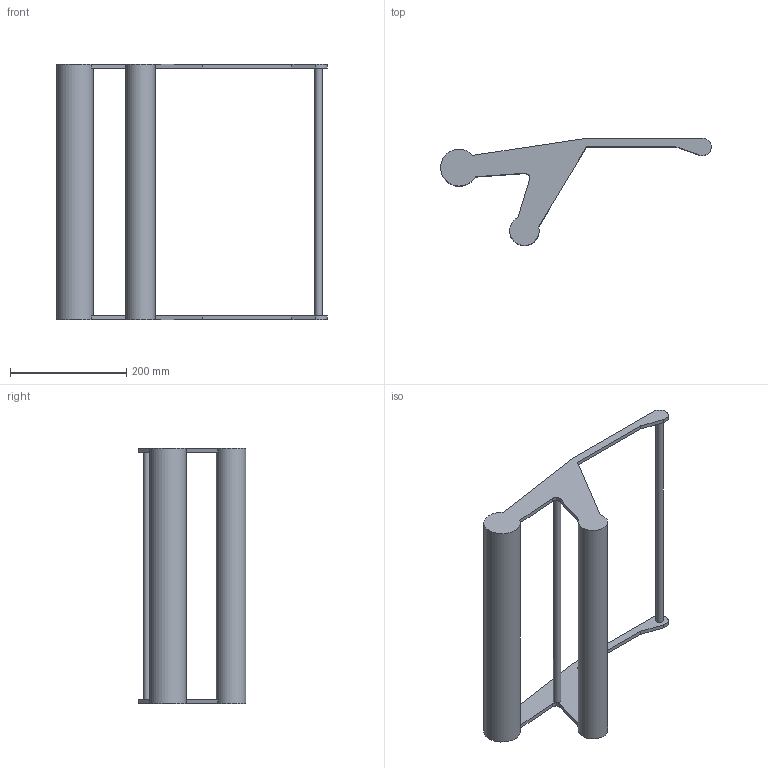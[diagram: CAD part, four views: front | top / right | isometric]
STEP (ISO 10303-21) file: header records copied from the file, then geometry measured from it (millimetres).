
FILE_DESCRIPTION(/* description */ (''),/* implementation_level */ '2;1');
FILE_NAME(/* name */ 'Intake.step',/* time_stamp */ '2025-05-04T00:26:55+03:00',/* author */ (''),/* organization */ (''),/* preprocessor_version */ 'ST-DEVELOPER v20.1',/* originating_system */ 'Autodesk Translation Framework v14.4.0.0',/* authorisation */ '');
FILE_SCHEMA (('AUTOMOTIVE_DESIGN { 1 0 10303 214 3 1 1 }'));
Length unit declared in the file: millimetre
Products named in the file (1): Test Bot for advantge scope
Bounding box: 466.55 x 184.98 x 440 mm (x, y, z)
Volume: 2608531.1 mm3; surface area: 279765.2 mm2
Topology: 1 solids, 1 shells, 28 faces, 90 edges, 60 vertices
Faces by surface type: plane 18, cylinder 10
Full cylindrical faces by diameter (mm): 12.7 x2, 50.8 x1, 63.5 x1
Entity records: 1051 total; most frequent: ORIENTED_EDGE 180, DIRECTION 180, CARTESIAN_POINT 179, EDGE_CURVE 90, AXIS2_PLACEMENT_3D 61, VERTEX_POINT 60, LINE 58, VECTOR 58
